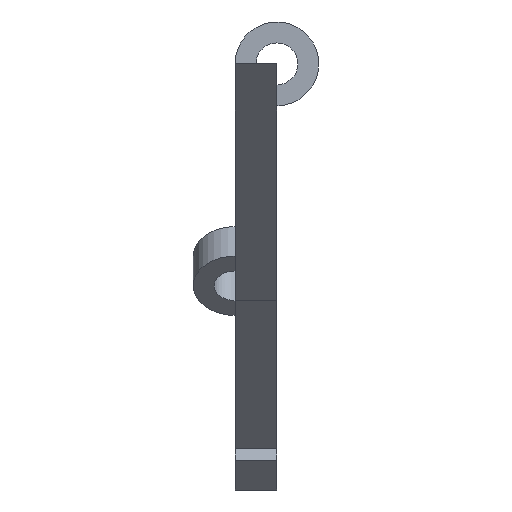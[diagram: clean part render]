
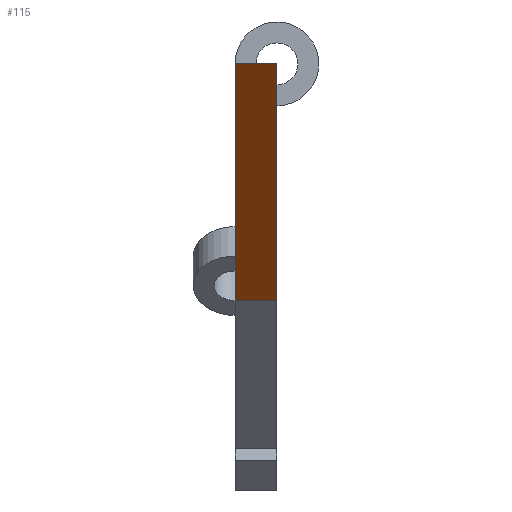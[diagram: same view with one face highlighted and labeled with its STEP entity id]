
A CAD part, left-side view. The second image highlights one B-rep face of the part: STEP entity #115.
In plain terms, the highlighted planar face has unit normal (-0.707, 0, -0.707).
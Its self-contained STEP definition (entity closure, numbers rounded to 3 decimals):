
#48 = DIRECTION ( 'NONE',  ( 0.707, 0., -0.707 ) ) ;
#60 = CARTESIAN_POINT ( 'NONE',  ( -53.033, 5., 0. ) ) ;
#103 = ORIENTED_EDGE ( 'NONE', *, *, #899, .F. ) ;
#115 = ADVANCED_FACE ( 'NONE', ( #820 ), #129, .F. ) ;
#128 = DIRECTION ( 'NONE',  ( -0.707, 0., 0.707 ) ) ;
#129 = PLANE ( 'NONE',  #929 ) ;
#131 = ORIENTED_EDGE ( 'NONE', *, *, #478, .F. ) ;
#145 = VECTOR ( 'NONE', #128, 1000. ) ;
#161 = CARTESIAN_POINT ( 'NONE',  ( -53.033, 0., 0. ) ) ;
#169 = VERTEX_POINT ( 'NONE', #60 ) ;
#189 = CARTESIAN_POINT ( 'NONE',  ( -53.033, 5., 0. ) ) ;
#219 = LINE ( 'NONE', #527, #681 ) ;
#243 = CARTESIAN_POINT ( 'NONE',  ( -24.749, 0., -28.284 ) ) ;
#328 = CARTESIAN_POINT ( 'NONE',  ( -24.749, 5., -28.284 ) ) ;
#362 = CARTESIAN_POINT ( 'NONE',  ( -24.749, 0., -28.284 ) ) ;
#442 = EDGE_CURVE ( 'NONE', #544, #526, #834, .T. ) ;
#446 = CARTESIAN_POINT ( 'NONE',  ( -53.033, 0., 0. ) ) ;
#478 = EDGE_CURVE ( 'NONE', #544, #813, #772, .T. ) ;
#526 = VERTEX_POINT ( 'NONE', #161 ) ;
#527 = CARTESIAN_POINT ( 'NONE',  ( -53.033, 5., 0. ) ) ;
#544 = VERTEX_POINT ( 'NONE', #243 ) ;
#549 = DIRECTION ( 'NONE',  ( 0., -1., 0. ) ) ;
#556 = DIRECTION ( 'NONE',  ( 0., 1., 0. ) ) ;
#580 = EDGE_LOOP ( 'NONE', ( #103, #131, #801, #631 ) ) ;
#584 = EDGE_CURVE ( 'NONE', #169, #526, #219, .T. ) ;
#631 = ORIENTED_EDGE ( 'NONE', *, *, #584, .F. ) ;
#661 = DIRECTION ( 'NONE',  ( -0.707, 0., 0.707 ) ) ;
#681 = VECTOR ( 'NONE', #549, 1000. ) ;
#772 = LINE ( 'NONE', #362, #992 ) ;
#801 = ORIENTED_EDGE ( 'NONE', *, *, #442, .T. ) ;
#813 = VERTEX_POINT ( 'NONE', #328 ) ;
#815 = DIRECTION ( 'NONE',  ( 0.707, 0., 0.707 ) ) ;
#820 = FACE_OUTER_BOUND ( 'NONE', #580, .T. ) ;
#834 = LINE ( 'NONE', #446, #145 ) ;
#860 = VECTOR ( 'NONE', #661, 1000. ) ;
#889 = CARTESIAN_POINT ( 'NONE',  ( -53.033, 5., 0. ) ) ;
#899 = EDGE_CURVE ( 'NONE', #813, #169, #978, .T. ) ;
#929 = AXIS2_PLACEMENT_3D ( 'NONE', #889, #815, #48 ) ;
#978 = LINE ( 'NONE', #189, #860 ) ;
#992 = VECTOR ( 'NONE', #556, 1000. ) ;
